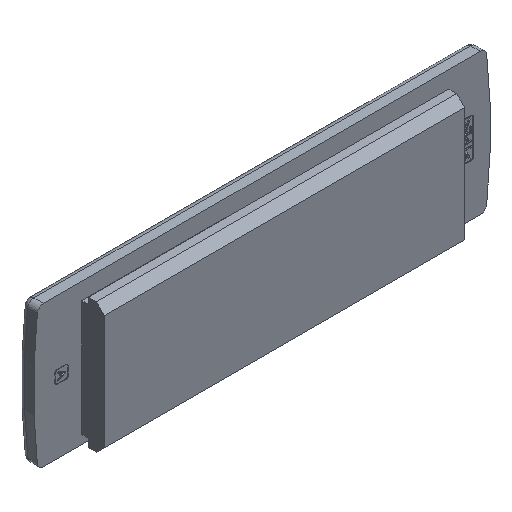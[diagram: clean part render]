
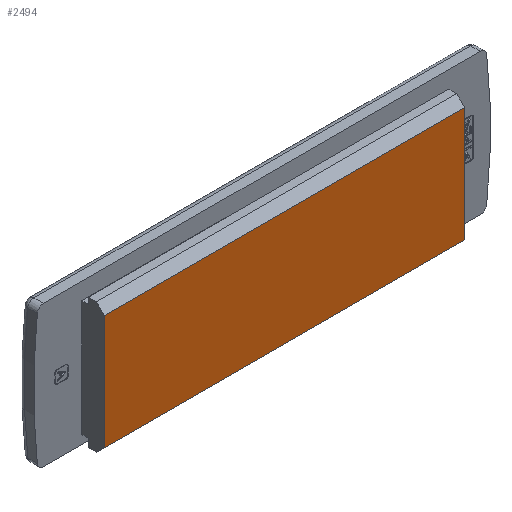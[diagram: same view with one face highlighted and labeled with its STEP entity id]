
A CAD part, isometric view. The second image highlights one B-rep face of the part: STEP entity #2494.
In plain terms, the highlighted planar face has unit normal (0, -1, 0).
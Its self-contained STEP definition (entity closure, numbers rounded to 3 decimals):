
#640=FACE_OUTER_BOUND('',#4103,.T.);
#2494=ADVANCED_FACE('KES_ECO_T1',(#640),#3223,.F.);
#3223=PLANE('',#16692);
#4103=EDGE_LOOP('',(#5853,#5854,#5855,#5856));
#5853=ORIENTED_EDGE('',*,*,#11787,.F.);
#5854=ORIENTED_EDGE('',*,*,#11788,.T.);
#5855=ORIENTED_EDGE('',*,*,#11789,.T.);
#5856=ORIENTED_EDGE('',*,*,#11790,.T.);
#10035=VERTEX_POINT('',#33809);
#10036=VERTEX_POINT('',#33810);
#10037=VERTEX_POINT('',#33812);
#10038=VERTEX_POINT('',#33814);
#11787=EDGE_CURVE('',#10035,#10036,#13742,.T.);
#11788=EDGE_CURVE('',#10035,#10037,#13743,.T.);
#11789=EDGE_CURVE('',#10037,#10038,#13744,.T.);
#11790=EDGE_CURVE('',#10038,#10036,#13745,.T.);
#13742=LINE('',#33808,#15204);
#13743=LINE('',#33811,#15205);
#13744=LINE('',#33813,#15206);
#13745=LINE('',#33815,#15207);
#15204=VECTOR('',#17389,1.);
#15205=VECTOR('',#17390,1.);
#15206=VECTOR('',#17391,1.);
#15207=VECTOR('',#17392,1.);
#16692=AXIS2_PLACEMENT_3D('',#33816,#17393,#17394);
#17389=DIRECTION('',(0.,0.,1.));
#17390=DIRECTION('',(1.,0.,0.));
#17391=DIRECTION('',(0.,0.,1.));
#17392=DIRECTION('',(-1.,0.,0.));
#17393=DIRECTION('',(0.,1.,0.));
#17394=DIRECTION('',(0.,0.,-1.));
#33808=CARTESIAN_POINT('',(-56.,0.,-21.987));
#33809=CARTESIAN_POINT('',(-56.,0.,-19.354));
#33810=CARTESIAN_POINT('',(-56.,0.,16.25));
#33811=CARTESIAN_POINT('',(56.,0.,-19.354));
#33812=CARTESIAN_POINT('',(56.,0.,-19.354));
#33813=CARTESIAN_POINT('',(56.,0.,-21.987));
#33814=CARTESIAN_POINT('',(56.,0.,16.25));
#33815=CARTESIAN_POINT('',(-56.,0.,16.25));
#33816=CARTESIAN_POINT('',(-55.75,0.,-17.75));
